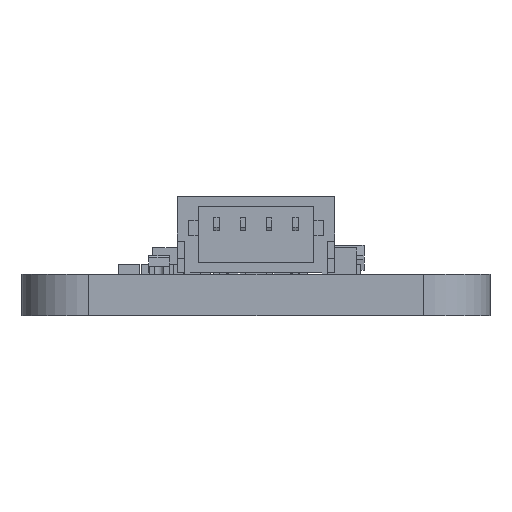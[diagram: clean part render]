
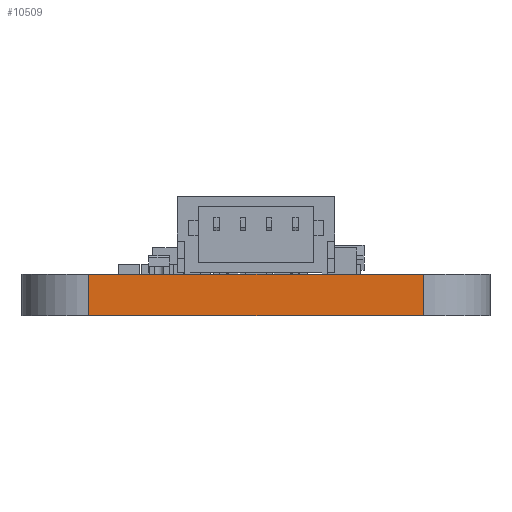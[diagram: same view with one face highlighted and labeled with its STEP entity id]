
A CAD part, left-side view. The second image highlights one B-rep face of the part: STEP entity #10509.
In plain terms, the highlighted planar face has unit normal (-1, 0, 0).
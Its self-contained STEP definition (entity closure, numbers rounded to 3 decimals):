
#199=PLANE('',#11274);
#696=FACE_OUTER_BOUND('',#1259,.T.);
#1259=EDGE_LOOP('',(#7147,#7148,#7149,#7150));
#1898=LINE('',#15006,#3165);
#1899=LINE('',#15009,#3166);
#1900=LINE('',#15011,#3167);
#1901=LINE('',#15012,#3168);
#3165=VECTOR('',#12203,10.);
#3166=VECTOR('',#12206,10.);
#3167=VECTOR('',#12207,10.);
#3168=VECTOR('',#12208,10.);
#4652=VERTEX_POINT('',#15002);
#4653=VERTEX_POINT('',#15004);
#4654=VERTEX_POINT('',#15008);
#4655=VERTEX_POINT('',#15010);
#5646=EDGE_CURVE('',#4652,#4653,#1898,.T.);
#5647=EDGE_CURVE('',#4654,#4652,#1899,.T.);
#5648=EDGE_CURVE('',#4655,#4653,#1900,.T.);
#5649=EDGE_CURVE('',#4654,#4655,#1901,.T.);
#7147=ORIENTED_EDGE('',*,*,#5647,.T.);
#7148=ORIENTED_EDGE('',*,*,#5646,.T.);
#7149=ORIENTED_EDGE('',*,*,#5648,.F.);
#7150=ORIENTED_EDGE('',*,*,#5649,.F.);
#10509=ADVANCED_FACE('',(#696),#199,.T.);
#11274=AXIS2_PLACEMENT_3D('',#15007,#12204,#12205);
#12203=DIRECTION('',(0.,0.,1.));
#12204=DIRECTION('center_axis',(-1.,0.,0.));
#12205=DIRECTION('ref_axis',(0.,-1.,0.));
#12206=DIRECTION('',(0.,-1.,0.));
#12207=DIRECTION('',(0.,-1.,0.));
#12208=DIRECTION('',(0.,0.,1.));
#15002=CARTESIAN_POINT('',(0.,2.54,0.));
#15004=CARTESIAN_POINT('',(0.,2.54,1.57));
#15006=CARTESIAN_POINT('',(0.,2.54,0.));
#15007=CARTESIAN_POINT('Origin',(0.,15.24,0.));
#15008=CARTESIAN_POINT('',(0.,15.24,0.));
#15009=CARTESIAN_POINT('',(0.,15.24,0.));
#15010=CARTESIAN_POINT('',(0.,15.24,1.57));
#15011=CARTESIAN_POINT('',(0.,15.24,1.57));
#15012=CARTESIAN_POINT('',(0.,15.24,0.));
